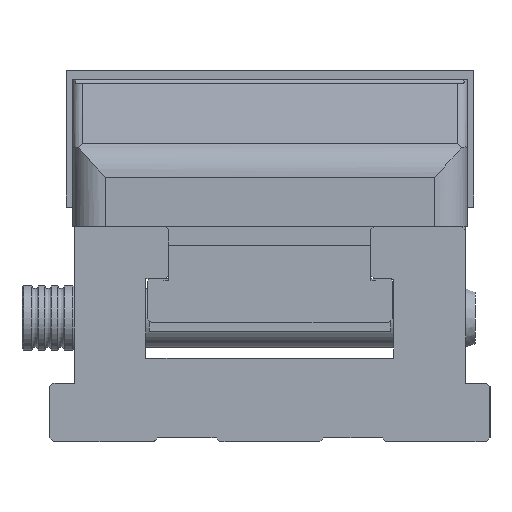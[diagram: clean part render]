
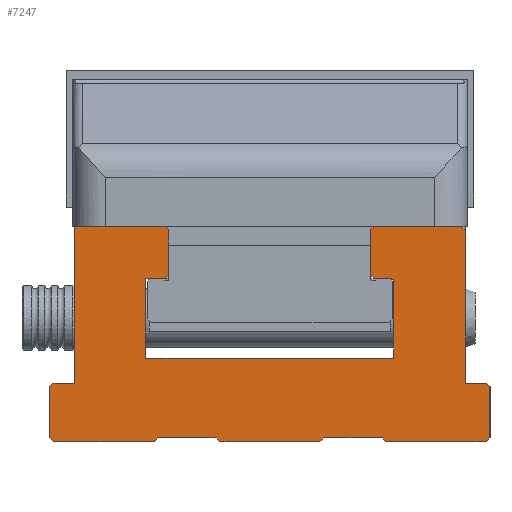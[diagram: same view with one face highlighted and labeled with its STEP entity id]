
A CAD part, left-side view. The second image highlights one B-rep face of the part: STEP entity #7247.
In plain terms, the highlighted planar face has unit normal (-1, 0, 0).
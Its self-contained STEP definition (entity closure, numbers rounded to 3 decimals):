
#145=LINE('',#21689,#911);
#154=LINE('',#21715,#920);
#156=LINE('',#21721,#922);
#160=LINE('',#21732,#926);
#181=LINE('',#21789,#947);
#185=LINE('',#21797,#951);
#186=LINE('',#21800,#952);
#187=LINE('',#21801,#953);
#188=LINE('',#21803,#954);
#189=LINE('',#21805,#955);
#190=LINE('',#21807,#956);
#191=LINE('',#21809,#957);
#192=LINE('',#21811,#958);
#193=LINE('',#21813,#959);
#194=LINE('',#21814,#960);
#195=LINE('',#21815,#961);
#196=LINE('',#21817,#962);
#197=LINE('',#21819,#963);
#198=LINE('',#21821,#964);
#199=LINE('',#21822,#965);
#200=LINE('',#21824,#966);
#201=LINE('',#21826,#967);
#202=LINE('',#21828,#968);
#203=LINE('',#21832,#969);
#204=LINE('',#21834,#970);
#205=LINE('',#21836,#971);
#206=LINE('',#21838,#972);
#207=LINE('',#21840,#973);
#208=LINE('',#21842,#974);
#209=LINE('',#21844,#975);
#210=LINE('',#21845,#976);
#211=LINE('',#21847,#977);
#212=LINE('',#21849,#978);
#911=VECTOR('',#17180,1.);
#920=VECTOR('',#17199,1.);
#922=VECTOR('',#17205,1.);
#926=VECTOR('',#17213,1.);
#947=VECTOR('',#17252,1.);
#951=VECTOR('',#17258,1.);
#952=VECTOR('',#17259,1.);
#953=VECTOR('',#17260,1.);
#954=VECTOR('',#17261,1.);
#955=VECTOR('',#17262,1.);
#956=VECTOR('',#17263,1.);
#957=VECTOR('',#17264,1.);
#958=VECTOR('',#17265,1.);
#959=VECTOR('',#17266,1.);
#960=VECTOR('',#17267,1.);
#961=VECTOR('',#17268,1.);
#962=VECTOR('',#17269,1.);
#963=VECTOR('',#17270,1.);
#964=VECTOR('',#17271,1.);
#965=VECTOR('',#17272,1.);
#966=VECTOR('',#17273,1.);
#967=VECTOR('',#17274,1.);
#968=VECTOR('',#17275,1.);
#969=VECTOR('',#17278,1.);
#970=VECTOR('',#17279,1.);
#971=VECTOR('',#17280,1.);
#972=VECTOR('',#17281,1.);
#973=VECTOR('',#17282,1.);
#974=VECTOR('',#17283,1.);
#975=VECTOR('',#17284,1.);
#976=VECTOR('',#17285,1.);
#977=VECTOR('',#17286,1.);
#978=VECTOR('',#17287,1.);
#1680=FACE_OUTER_BOUND('',#9170,.T.);
#7247=ADVANCED_FACE('',(#1680),#7747,.T.);
#7747=PLANE('',#15568);
#9170=EDGE_LOOP('',(#10391,#10392,#10393,#10394,#10395,#10396,#10397,#10398,
#10399,#10400,#10401,#10402,#10403,#10404,#10405,#10406,#10407,#10408,#10409,
#10410,#10411,#10412,#10413,#10414,#10415,#10416,#10417,#10418,#10419,#10420,
#10421,#10422,#10423,#10424));
#10391=ORIENTED_EDGE('',*,*,#13712,.F.);
#10392=ORIENTED_EDGE('',*,*,#13713,.T.);
#10393=ORIENTED_EDGE('',*,*,#13682,.T.);
#10394=ORIENTED_EDGE('',*,*,#13714,.T.);
#10395=ORIENTED_EDGE('',*,*,#13715,.F.);
#10396=ORIENTED_EDGE('',*,*,#13716,.T.);
#10397=ORIENTED_EDGE('',*,*,#13717,.T.);
#10398=ORIENTED_EDGE('',*,*,#13718,.T.);
#10399=ORIENTED_EDGE('',*,*,#13719,.F.);
#10400=ORIENTED_EDGE('',*,*,#13720,.T.);
#10401=ORIENTED_EDGE('',*,*,#13662,.T.);
#10402=ORIENTED_EDGE('',*,*,#13721,.T.);
#10403=ORIENTED_EDGE('',*,*,#13708,.T.);
#10404=ORIENTED_EDGE('',*,*,#13722,.T.);
#10405=ORIENTED_EDGE('',*,*,#13723,.F.);
#10406=ORIENTED_EDGE('',*,*,#13724,.F.);
#10407=ORIENTED_EDGE('',*,*,#13725,.T.);
#10408=ORIENTED_EDGE('',*,*,#13674,.T.);
#10409=ORIENTED_EDGE('',*,*,#13726,.T.);
#10410=ORIENTED_EDGE('',*,*,#13727,.F.);
#10411=ORIENTED_EDGE('',*,*,#13728,.T.);
#10412=ORIENTED_EDGE('',*,*,#13729,.F.);
#10413=ORIENTED_EDGE('',*,*,#13730,.T.);
#10414=ORIENTED_EDGE('',*,*,#13731,.F.);
#10415=ORIENTED_EDGE('',*,*,#13732,.F.);
#10416=ORIENTED_EDGE('',*,*,#13733,.T.);
#10417=ORIENTED_EDGE('',*,*,#13734,.F.);
#10418=ORIENTED_EDGE('',*,*,#13735,.T.);
#10419=ORIENTED_EDGE('',*,*,#13736,.T.);
#10420=ORIENTED_EDGE('',*,*,#13737,.T.);
#10421=ORIENTED_EDGE('',*,*,#13677,.T.);
#10422=ORIENTED_EDGE('',*,*,#13738,.F.);
#10423=ORIENTED_EDGE('',*,*,#13739,.F.);
#10424=ORIENTED_EDGE('',*,*,#13740,.T.);
#12632=VERTEX_POINT('',#21688);
#12633=VERTEX_POINT('',#21690);
#12644=VERTEX_POINT('',#21714);
#12645=VERTEX_POINT('',#21716);
#12647=VERTEX_POINT('',#21722);
#12648=VERTEX_POINT('',#21723);
#12652=VERTEX_POINT('',#21733);
#12653=VERTEX_POINT('',#21734);
#12678=VERTEX_POINT('',#21788);
#12679=VERTEX_POINT('',#21790);
#12682=VERTEX_POINT('',#21798);
#12683=VERTEX_POINT('',#21799);
#12684=VERTEX_POINT('',#21802);
#12685=VERTEX_POINT('',#21804);
#12686=VERTEX_POINT('',#21806);
#12687=VERTEX_POINT('',#21808);
#12688=VERTEX_POINT('',#21810);
#12689=VERTEX_POINT('',#21812);
#12690=VERTEX_POINT('',#21816);
#12691=VERTEX_POINT('',#21818);
#12692=VERTEX_POINT('',#21820);
#12693=VERTEX_POINT('',#21823);
#12694=VERTEX_POINT('',#21825);
#12695=VERTEX_POINT('',#21827);
#12696=VERTEX_POINT('',#21829);
#12697=VERTEX_POINT('',#21831);
#12698=VERTEX_POINT('',#21833);
#12699=VERTEX_POINT('',#21835);
#12700=VERTEX_POINT('',#21837);
#12701=VERTEX_POINT('',#21839);
#12702=VERTEX_POINT('',#21841);
#12703=VERTEX_POINT('',#21843);
#12704=VERTEX_POINT('',#21846);
#12705=VERTEX_POINT('',#21848);
#13662=EDGE_CURVE('',#12633,#12632,#145,.T.);
#13674=EDGE_CURVE('',#12645,#12644,#154,.T.);
#13677=EDGE_CURVE('',#12647,#12648,#156,.T.);
#13682=EDGE_CURVE('',#12652,#12653,#160,.T.);
#13708=EDGE_CURVE('',#12679,#12678,#181,.T.);
#13712=EDGE_CURVE('',#12682,#12683,#185,.T.);
#13713=EDGE_CURVE('',#12682,#12652,#186,.T.);
#13714=EDGE_CURVE('',#12653,#12684,#187,.T.);
#13715=EDGE_CURVE('',#12685,#12684,#188,.T.);
#13716=EDGE_CURVE('',#12685,#12686,#189,.T.);
#13717=EDGE_CURVE('',#12686,#12687,#190,.T.);
#13718=EDGE_CURVE('',#12687,#12688,#191,.T.);
#13719=EDGE_CURVE('',#12689,#12688,#192,.T.);
#13720=EDGE_CURVE('',#12689,#12633,#193,.T.);
#13721=EDGE_CURVE('',#12632,#12679,#194,.T.);
#13722=EDGE_CURVE('',#12678,#12690,#195,.T.);
#13723=EDGE_CURVE('',#12691,#12690,#196,.T.);
#13724=EDGE_CURVE('',#12692,#12691,#197,.T.);
#13725=EDGE_CURVE('',#12692,#12645,#198,.T.);
#13726=EDGE_CURVE('',#12644,#12693,#199,.T.);
#13727=EDGE_CURVE('',#12694,#12693,#200,.T.);
#13728=EDGE_CURVE('',#12694,#12695,#201,.T.);
#13729=EDGE_CURVE('',#12696,#12695,#202,.T.);
#13730=EDGE_CURVE('',#12696,#12697,#14893,.T.);
#13731=EDGE_CURVE('',#12698,#12697,#203,.T.);
#13732=EDGE_CURVE('',#12699,#12698,#204,.T.);
#13733=EDGE_CURVE('',#12699,#12700,#205,.T.);
#13734=EDGE_CURVE('',#12701,#12700,#206,.T.);
#13735=EDGE_CURVE('',#12701,#12702,#207,.T.);
#13736=EDGE_CURVE('',#12702,#12703,#208,.T.);
#13737=EDGE_CURVE('',#12703,#12647,#209,.T.);
#13738=EDGE_CURVE('',#12704,#12648,#210,.T.);
#13739=EDGE_CURVE('',#12705,#12704,#211,.T.);
#13740=EDGE_CURVE('',#12705,#12683,#212,.T.);
#14893=CIRCLE('',#15567,0.8);
#15567=AXIS2_PLACEMENT_3D('',#21830,#17276,#17277);
#15568=AXIS2_PLACEMENT_3D('',#21850,#17288,#17289);
#17180=DIRECTION('',(0.,-1.,0.));
#17199=DIRECTION('',(0.,1.,0.));
#17205=DIRECTION('',(0.,1.,0.));
#17213=DIRECTION('',(0.,-1.,0.));
#17252=DIRECTION('',(0.,0.,1.));
#17258=DIRECTION('',(0.,0.,1.));
#17259=DIRECTION('',(0.,-0.707,-0.707));
#17260=DIRECTION('',(0.,-0.707,0.707));
#17261=DIRECTION('',(0.,1.,0.));
#17262=DIRECTION('',(0.,-0.707,-0.707));
#17263=DIRECTION('',(0.,-1.,0.));
#17264=DIRECTION('',(0.,-0.707,0.707));
#17265=DIRECTION('',(0.,1.,0.));
#17266=DIRECTION('',(0.,-0.707,-0.707));
#17267=DIRECTION('',(0.,-0.707,0.707));
#17268=DIRECTION('',(0.,0.707,0.707));
#17269=DIRECTION('',(0.,-1.,0.));
#17270=DIRECTION('',(0.,0.,-1.));
#17271=DIRECTION('',(0.,0.707,0.707));
#17272=DIRECTION('',(0.,0.707,-0.707));
#17273=DIRECTION('',(0.,0.,1.));
#17274=DIRECTION('',(0.,-0.707,-0.707));
#17275=DIRECTION('',(0.,1.,0.));
#17276=DIRECTION('',(1.,0.,0.));
#17277=DIRECTION('',(0.,0.,1.));
#17278=DIRECTION('',(0.,0.,1.));
#17279=DIRECTION('',(0.,-1.,0.));
#17280=DIRECTION('',(0.,0.,1.));
#17281=DIRECTION('',(0.,1.,0.));
#17282=DIRECTION('',(0.,-0.707,0.707));
#17283=DIRECTION('',(0.,0.,1.));
#17284=DIRECTION('',(0.,0.707,0.707));
#17285=DIRECTION('',(0.,0.,1.));
#17286=DIRECTION('',(0.,-1.,0.));
#17287=DIRECTION('',(0.,0.707,-0.707));
#17288=DIRECTION('',(-1.,0.,0.));
#17289=DIRECTION('',(0.,0.,1.));
#21688=CARTESIAN_POINT('',(0.,1.2,0.3));
#21689=CARTESIAN_POINT('',(0.,67.5,0.3));
#21690=CARTESIAN_POINT('',(0.,31.8,0.3));
#21714=CARTESIAN_POINT('',(0.,35.55,66.3));
#21715=CARTESIAN_POINT('',(0.,67.5,66.3));
#21716=CARTESIAN_POINT('',(0.,8.7,66.3));
#21721=CARTESIAN_POINT('',(0.,67.5,66.3));
#21722=CARTESIAN_POINT('',(0.,99.45,66.3));
#21723=CARTESIAN_POINT('',(0.,127.5,66.3));
#21732=CARTESIAN_POINT('',(0.,67.5,0.3));
#21733=CARTESIAN_POINT('',(0.,133.8,0.3));
#21734=CARTESIAN_POINT('',(0.,103.2,0.3));
#21788=CARTESIAN_POINT('',(0.,0.,17.3));
#21789=CARTESIAN_POINT('',(0.,0.,0.));
#21790=CARTESIAN_POINT('',(0.,0.,1.5));
#21797=CARTESIAN_POINT('',(0.,135.,0.));
#21798=CARTESIAN_POINT('',(0.,135.,1.5));
#21799=CARTESIAN_POINT('',(0.,135.,17.3));
#21800=CARTESIAN_POINT('',(0.,100.5,-33.));
#21801=CARTESIAN_POINT('',(0.,85.5,18.));
#21802=CARTESIAN_POINT('',(0.,102.,1.5));
#21803=CARTESIAN_POINT('',(0.,67.5,1.5));
#21804=CARTESIAN_POINT('',(0.,84.,1.5));
#21805=CARTESIAN_POINT('',(0.,75.,-7.5));
#21806=CARTESIAN_POINT('',(0.,82.8,0.3));
#21807=CARTESIAN_POINT('',(0.,67.5,0.3));
#21808=CARTESIAN_POINT('',(0.,52.2,0.3));
#21809=CARTESIAN_POINT('',(0.,60.,-7.5));
#21810=CARTESIAN_POINT('',(0.,51.,1.5));
#21811=CARTESIAN_POINT('',(0.,67.5,1.5));
#21812=CARTESIAN_POINT('',(0.,33.,1.5));
#21813=CARTESIAN_POINT('',(0.,49.5,18.));
#21814=CARTESIAN_POINT('',(0.,34.5,-33.));
#21815=CARTESIAN_POINT('',(0.,25.1,42.4));
#21816=CARTESIAN_POINT('',(0.,1.,18.3));
#21817=CARTESIAN_POINT('',(0.,67.5,18.3));
#21818=CARTESIAN_POINT('',(0.,7.5,18.3));
#21819=CARTESIAN_POINT('',(0.,7.5,0.));
#21820=CARTESIAN_POINT('',(0.,7.5,65.1));
#21821=CARTESIAN_POINT('',(0.,4.95,62.55));
#21822=CARTESIAN_POINT('',(0.,84.675,17.175));
#21823=CARTESIAN_POINT('',(0.,36.5,65.35));
#21824=CARTESIAN_POINT('',(0.,36.5,66.6));
#21825=CARTESIAN_POINT('',(0.,36.5,51.25));
#21826=CARTESIAN_POINT('',(0.,26.375,41.125));
#21827=CARTESIAN_POINT('',(0.,35.55,50.3));
#21828=CARTESIAN_POINT('',(0.,67.5,50.3));
#21829=CARTESIAN_POINT('',(0.,30.3,50.3));
#21830=CARTESIAN_POINT('',(0.,30.3,49.5));
#21831=CARTESIAN_POINT('',(0.,29.5,49.5));
#21832=CARTESIAN_POINT('',(0.,29.5,50.));
#21833=CARTESIAN_POINT('',(0.,29.5,26.));
#21834=CARTESIAN_POINT('',(0.,67.5,26.));
#21835=CARTESIAN_POINT('',(0.,105.5,26.));
#21836=CARTESIAN_POINT('',(0.,105.5,50.));
#21837=CARTESIAN_POINT('',(0.,105.5,50.3));
#21838=CARTESIAN_POINT('',(0.,67.5,50.3));
#21839=CARTESIAN_POINT('',(0.,99.45,50.3));
#21840=CARTESIAN_POINT('',(0.,108.625,41.125));
#21841=CARTESIAN_POINT('',(0.,98.5,51.25));
#21842=CARTESIAN_POINT('',(0.,98.5,66.6));
#21843=CARTESIAN_POINT('',(0.,98.5,65.35));
#21844=CARTESIAN_POINT('',(0.,50.325,17.175));
#21845=CARTESIAN_POINT('',(0.,127.5,0.));
#21846=CARTESIAN_POINT('',(0.,127.5,18.3));
#21847=CARTESIAN_POINT('',(0.,67.5,18.3));
#21848=CARTESIAN_POINT('',(0.,134.,18.3));
#21849=CARTESIAN_POINT('',(0.,109.9,42.4));
#21850=CARTESIAN_POINT('',(0.,67.5,0.));
